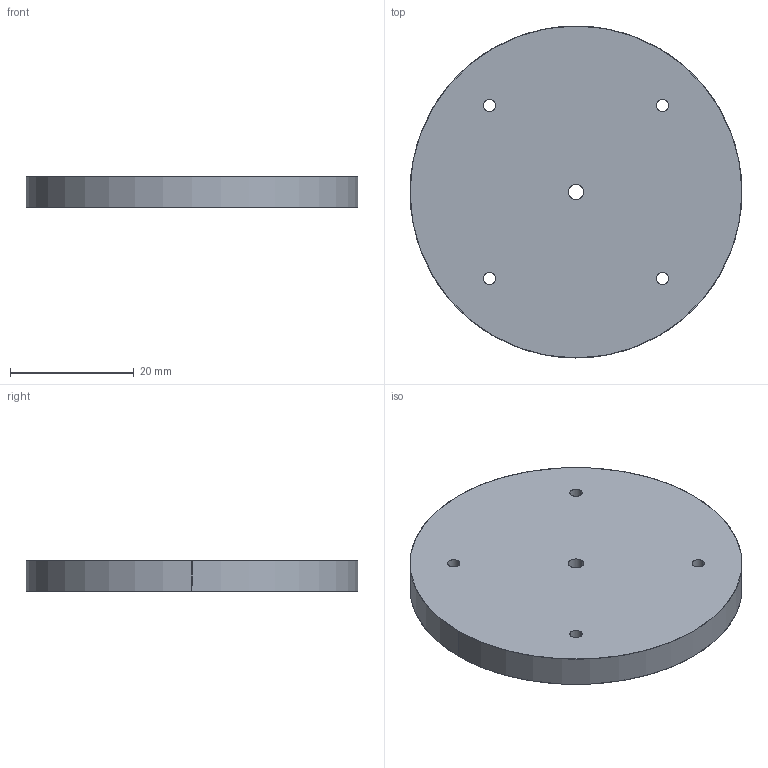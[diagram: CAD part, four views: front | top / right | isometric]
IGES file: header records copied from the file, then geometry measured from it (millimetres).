
Start section: SolidWorks IGES file using analytic representation for surfaces
Global section: file name: AdaptateurCamera.IGS; native system: SolidWorks 2016; preprocessor: SolidWorks 2016; author: abour; date: 200817.132517; units: millimetre
Bounding box: 53.74 x 53.74 x 5 mm (x, y, z)
Surface area: 5510.6 mm2 (no closed solid volume)
Topology: 0 solids, 0 shells, 14 faces, 496 edges, 496 vertices
Faces by surface type: revolution 12, bspline 2
